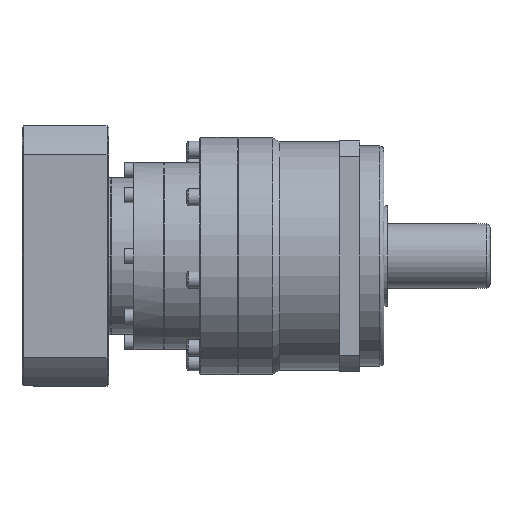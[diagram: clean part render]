
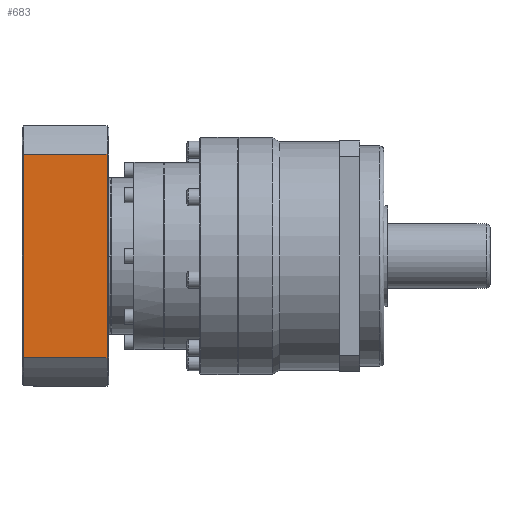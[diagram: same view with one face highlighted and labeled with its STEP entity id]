
A CAD part, front view. The second image highlights one B-rep face of the part: STEP entity #683.
In plain terms, the highlighted face is planar.
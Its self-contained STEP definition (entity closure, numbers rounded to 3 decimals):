
#530 = ORIENTED_EDGE ( 'NONE', *, *, #2080, .F. ) ;
#683 = ADVANCED_FACE ( 'NONE', ( #4232 ), #20727, .F. ) ;
#1920 = LINE ( 'NONE', #14332, #6234 ) ;
#2080 = EDGE_CURVE ( 'NONE', #23014, #3781, #1920, .T. ) ;
#2805 = CARTESIAN_POINT ( 'NONE',  ( -65., 50.806, 47. ) ) ;
#3457 = VECTOR ( 'NONE', #17668, 1000. ) ;
#3781 = VERTEX_POINT ( 'NONE', #7487 ) ;
#4232 = FACE_OUTER_BOUND ( 'NONE', #14971, .T. ) ;
#4657 = DIRECTION ( 'NONE',  ( 0., 0., 1. ) ) ;
#5568 = CARTESIAN_POINT ( 'NONE',  ( -65., -50.806, 46.2 ) ) ;
#6234 = VECTOR ( 'NONE', #14252, 1000. ) ;
#7487 = CARTESIAN_POINT ( 'NONE',  ( -65., -50.806, 4.5 ) ) ;
#7559 = CARTESIAN_POINT ( 'NONE',  ( -65., 50.806, 4.5 ) ) ;
#9056 = DIRECTION ( 'NONE',  ( 0., -1., 0. ) ) ;
#9609 = ORIENTED_EDGE ( 'NONE', *, *, #15202, .F. ) ;
#10034 = VERTEX_POINT ( 'NONE', #17240 ) ;
#12354 = CARTESIAN_POINT ( 'NONE',  ( -65., 25.403, 4.5 ) ) ;
#12767 = LINE ( 'NONE', #2805, #17481 ) ;
#13107 = EDGE_CURVE ( 'NONE', #18393, #10034, #12767, .T. ) ;
#13168 = LINE ( 'NONE', #12354, #3457 ) ;
#14252 = DIRECTION ( 'NONE',  ( 0., 0., -1. ) ) ;
#14332 = CARTESIAN_POINT ( 'NONE',  ( -65., -50.806, 0. ) ) ;
#14971 = EDGE_LOOP ( 'NONE', ( #530, #9609, #22595, #21730 ) ) ;
#15202 = EDGE_CURVE ( 'NONE', #10034, #23014, #20544, .T. ) ;
#15752 = VECTOR ( 'NONE', #9056, 1000. ) ;
#15933 = EDGE_CURVE ( 'NONE', #3781, #18393, #13168, .T. ) ;
#17240 = CARTESIAN_POINT ( 'NONE',  ( -65., 50.806, 46.2 ) ) ;
#17481 = VECTOR ( 'NONE', #4657, 1000. ) ;
#17602 = DIRECTION ( 'NONE',  ( 0., 1., 0. ) ) ;
#17630 = AXIS2_PLACEMENT_3D ( 'NONE', #17909, #17690, #17602 ) ;
#17668 = DIRECTION ( 'NONE',  ( 0., 1., 0. ) ) ;
#17690 = DIRECTION ( 'NONE',  ( 1., 0., 0. ) ) ;
#17909 = CARTESIAN_POINT ( 'NONE',  ( -65., 50.806, 47. ) ) ;
#17944 = CARTESIAN_POINT ( 'NONE',  ( -65., 50.806, 46.2 ) ) ;
#18393 = VERTEX_POINT ( 'NONE', #7559 ) ;
#20544 = LINE ( 'NONE', #17944, #15752 ) ;
#20727 = PLANE ( 'NONE',  #17630 ) ;
#21730 = ORIENTED_EDGE ( 'NONE', *, *, #15933, .F. ) ;
#22595 = ORIENTED_EDGE ( 'NONE', *, *, #13107, .F. ) ;
#23014 = VERTEX_POINT ( 'NONE', #5568 ) ;
